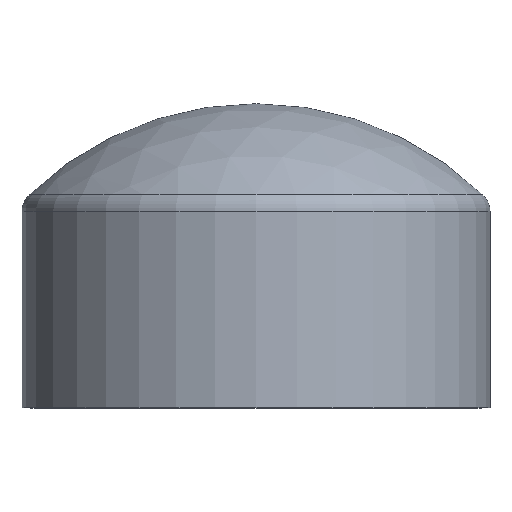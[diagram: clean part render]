
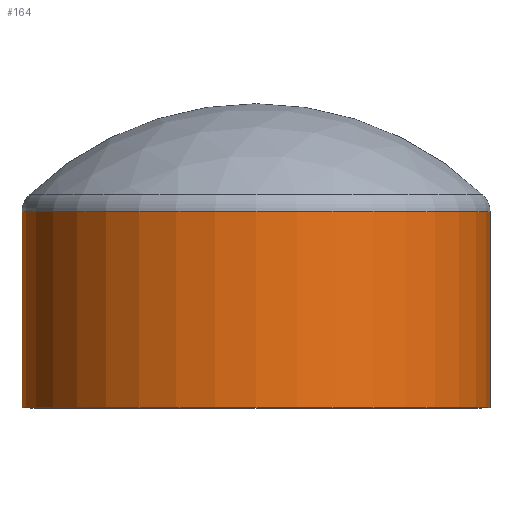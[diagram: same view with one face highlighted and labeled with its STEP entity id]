
A CAD part, top view. The second image highlights one B-rep face of the part: STEP entity #164.
In plain terms, the highlighted cylindrical face has radius 10 mm (diameter 20 mm), a partial arc.
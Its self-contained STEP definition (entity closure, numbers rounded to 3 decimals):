
#20 = CARTESIAN_POINT ( 'NONE',  ( 10., 8.381, 0. ) ) ;
#37 = ORIENTED_EDGE ( 'NONE', *, *, #49, .F. ) ;
#38 = FACE_OUTER_BOUND ( 'NONE', #84, .T. ) ;
#41 = ORIENTED_EDGE ( 'NONE', *, *, #250, .T. ) ;
#44 = CARTESIAN_POINT ( 'NONE',  ( -10., 0., 0. ) ) ;
#49 = EDGE_CURVE ( 'NONE', #58, #168, #348, .T. ) ;
#58 = VERTEX_POINT ( 'NONE', #314 ) ;
#79 = LINE ( 'NONE', #188, #218 ) ;
#84 = EDGE_LOOP ( 'NONE', ( #41, #165, #37, #90 ) ) ;
#90 = ORIENTED_EDGE ( 'NONE', *, *, #243, .F. ) ;
#93 = AXIS2_PLACEMENT_3D ( 'NONE', #349, #211, #290 ) ;
#97 = DIRECTION ( 'NONE',  ( -1., 0., 0. ) ) ;
#99 = LINE ( 'NONE', #202, #340 ) ;
#113 = VERTEX_POINT ( 'NONE', #284 ) ;
#118 = DIRECTION ( 'NONE',  ( 0., 1., 0. ) ) ;
#119 = CARTESIAN_POINT ( 'NONE',  ( 0., 2817.965, 0. ) ) ;
#164 = ADVANCED_FACE ( 'NONE', ( #38 ), #346, .T. ) ;
#165 = ORIENTED_EDGE ( 'NONE', *, *, #304, .T. ) ;
#168 = VERTEX_POINT ( 'NONE', #20 ) ;
#179 = VERTEX_POINT ( 'NONE', #44 ) ;
#184 = AXIS2_PLACEMENT_3D ( 'NONE', #119, #265, #97 ) ;
#185 = DIRECTION ( 'NONE',  ( 0., 1., 0. ) ) ;
#188 = CARTESIAN_POINT ( 'NONE',  ( 10., 2817.965, 0. ) ) ;
#190 = CIRCLE ( 'NONE', #93, 10. ) ;
#201 = CARTESIAN_POINT ( 'NONE',  ( 0., 8.381, 0. ) ) ;
#202 = CARTESIAN_POINT ( 'NONE',  ( -10., 2817.965, 0. ) ) ;
#211 = DIRECTION ( 'NONE',  ( 0., 1., 0. ) ) ;
#218 = VECTOR ( 'NONE', #241, 1000. ) ;
#241 = DIRECTION ( 'NONE',  ( 0., 1., 0. ) ) ;
#243 = EDGE_CURVE ( 'NONE', #179, #58, #99, .T. ) ;
#250 = EDGE_CURVE ( 'NONE', #179, #113, #190, .T. ) ;
#254 = DIRECTION ( 'NONE',  ( -1., 0., 0. ) ) ;
#265 = DIRECTION ( 'NONE',  ( 0., 1., 0. ) ) ;
#281 = AXIS2_PLACEMENT_3D ( 'NONE', #201, #118, #254 ) ;
#284 = CARTESIAN_POINT ( 'NONE',  ( 10., 0., 0. ) ) ;
#290 = DIRECTION ( 'NONE',  ( -1., 0., 0. ) ) ;
#304 = EDGE_CURVE ( 'NONE', #113, #168, #79, .T. ) ;
#314 = CARTESIAN_POINT ( 'NONE',  ( -10., 8.381, 0. ) ) ;
#340 = VECTOR ( 'NONE', #185, 1000. ) ;
#346 = CYLINDRICAL_SURFACE ( 'NONE', #184, 10. ) ;
#348 = CIRCLE ( 'NONE', #281, 10. ) ;
#349 = CARTESIAN_POINT ( 'NONE',  ( 0., 0., 0. ) ) ;
